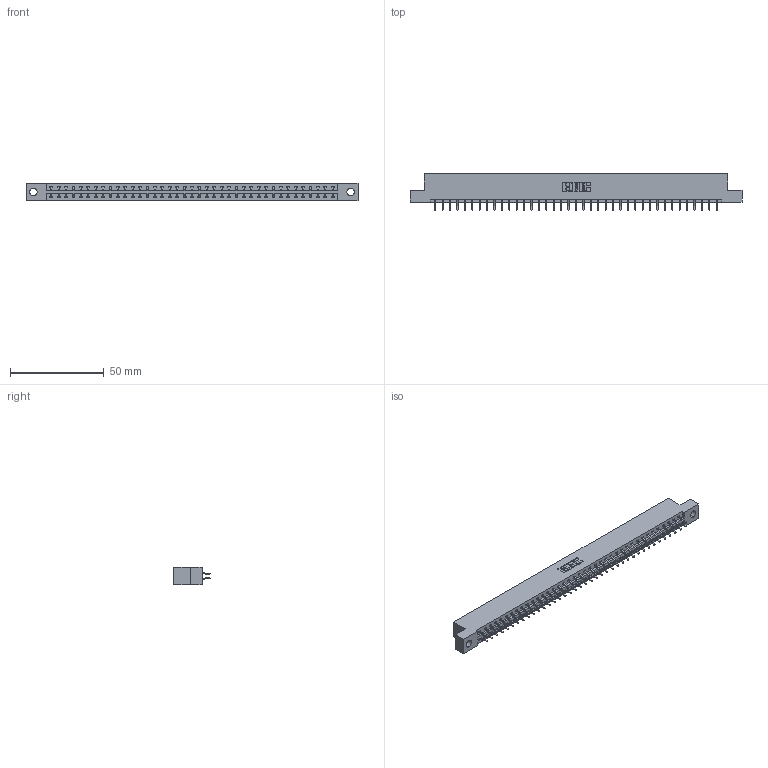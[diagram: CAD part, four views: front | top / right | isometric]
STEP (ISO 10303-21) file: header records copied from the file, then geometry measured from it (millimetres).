
FILE_DESCRIPTION (( 'STEP AP203' ), '1' );
FILE_NAME ('337-078-556-204.STEP', '2019-10-10T11:38:55', ( '' ), ( '' ), 'SwSTEP 2.0', 'SolidWorks 2016', '' );
FILE_SCHEMA (( 'CONFIG_CONTROL_DESIGN' ));
Length unit declared in the file: inch
Products named in the file (3): 345-292-001_556 Tail; 337 Part_Flush Mounting Lugs - 0.156 Dia-TH; 337-078-556-204
Assembly tree (79 placements, depth 2):
  337-078-556-204
    337 Part_Flush Mounting Lugs - 0.156 Dia-TH
    345-292-001_556 Tail  x78
Bounding box: 177.55 x 19.57 x 9.4 mm (x, y, z)
Volume: 18580.3 mm3; surface area: 20691.1 mm2
Topology: 79 solids, 79 shells, 4794 faces, 14273 edges, 9410 vertices
Faces by surface type: plane 3346, cylinder 1448
Entity records: 30849 total; most frequent: CARTESIAN_POINT 5214, ORIENTED_EDGE 5138, DIRECTION 4429, EDGE_CURVE 2569, VECTOR 2433, LINE 2433, VERTEX_POINT 1710, AXIS2_PLACEMENT_3D 998
